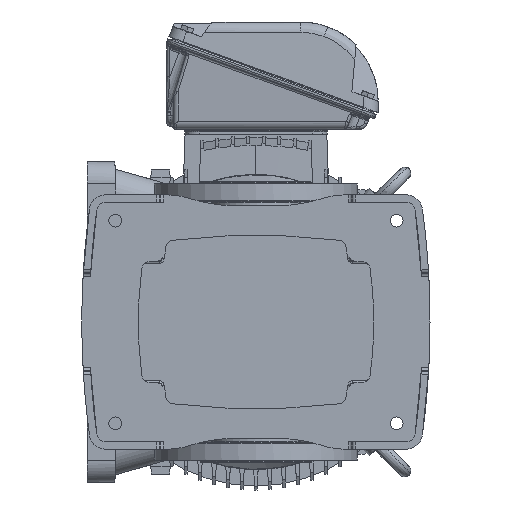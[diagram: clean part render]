
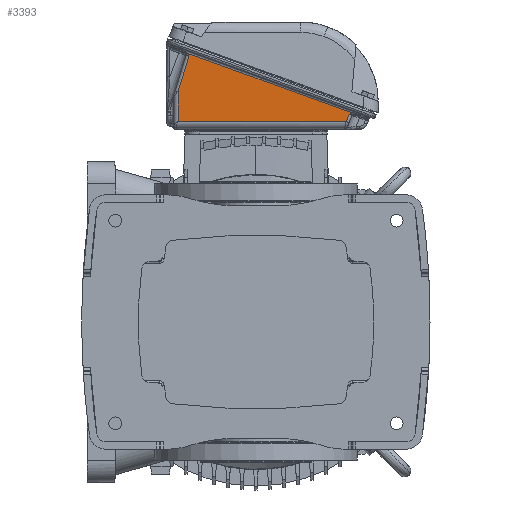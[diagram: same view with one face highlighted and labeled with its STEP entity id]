
A CAD part, front view. The second image highlights one B-rep face of the part: STEP entity #3393.
In plain terms, the highlighted face is planar.
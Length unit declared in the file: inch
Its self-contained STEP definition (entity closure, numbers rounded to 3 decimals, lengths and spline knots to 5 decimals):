
#1456 = EDGE_CURVE ( 'NONE', #36731, #168577, #102332, .T. ) ;
#3393 = ADVANCED_FACE ( 'NONE', ( #56272 ), #105477, .T. ) ;
#6719 = B_SPLINE_CURVE_WITH_KNOTS ( 'NONE', 3,
 ( #166356, #183050, #86744, #103453, #23827, #57325, #102431, #201834 ),
 .UNSPECIFIED., .F., .F.,
 ( 4, 2, 2, 4 ),
 ( 0.00365, 0.00566, 0.00667, 0.00768 ),
 .UNSPECIFIED. ) ;
#13795 = EDGE_CURVE ( 'NONE', #83745, #85111, #70366, .T. ) ;
#19606 = CARTESIAN_POINT ( 'NONE',  ( -10.69446, 5.81088, -3.62823 ) ) ;
#19909 = CARTESIAN_POINT ( 'NONE',  ( -11.07052, 4.97222, -3.6259 ) ) ;
#23736 = CARTESIAN_POINT ( 'NONE',  ( -15.19676, -4.15254, -3.59948 ) ) ;
#23827 = CARTESIAN_POINT ( 'NONE',  ( -14.23179, -3.58615, -3.62439 ) ) ;
#26921 = CARTESIAN_POINT ( 'NONE',  ( -11.15929, 5.07767, -3.62173 ) ) ;
#36731 = VERTEX_POINT ( 'NONE', #43256 ) ;
#38889 = CARTESIAN_POINT ( 'NONE',  ( -14.32816, -3.62873, -3.62173 ) ) ;
#43256 = CARTESIAN_POINT ( 'NONE',  ( -12.28292, -4.15254, -3.6951 ) ) ;
#49278 = CARTESIAN_POINT ( 'NONE',  ( -11.1474, 5.05797, -3.62236 ) ) ;
#50310 = CARTESIAN_POINT ( 'NONE',  ( -11.08727, 4.98812, -3.62516 ) ) ;
#51785 = CARTESIAN_POINT ( 'NONE',  ( -12.79918, -3.99471, -3.67628 ) ) ;
#56272 = FACE_OUTER_BOUND ( 'NONE', #165235, .T. ) ;
#57325 = CARTESIAN_POINT ( 'NONE',  ( -14.20624, -3.57893, -3.62514 ) ) ;
#58866 = ORIENTED_EDGE ( 'NONE', *, *, #86892, .T. ) ;
#66046 = CARTESIAN_POINT ( 'NONE',  ( -11.15929, 5.07767, -3.62173 ) ) ;
#67461 = CARTESIAN_POINT ( 'NONE',  ( -10.69446, 4.8126, -3.64015 ) ) ;
#70366 = LINE ( 'NONE', #99726, #133752 ) ;
#70916 = DIRECTION ( 'NONE',  ( 0.999, 0., -0.033 ) ) ;
#71376 = CARTESIAN_POINT ( 'NONE',  ( -11.07052, 4.97222, -3.6259 ) ) ;
#72294 = CARTESIAN_POINT ( 'NONE',  ( -14.1805, -3.57239, -3.6259 ) ) ;
#75560 = CARTESIAN_POINT ( 'NONE',  ( -14.50183, -4.10589, -3.62173 ) ) ;
#76623 = EDGE_CURVE ( 'NONE', #100089, #36731, #97927, .T. ) ;
#78312 = VECTOR ( 'NONE', #197615, 39.37008 ) ;
#79685 = CARTESIAN_POINT ( 'NONE',  ( -11.10387, 5.00424, -3.62443 ) ) ;
#83745 = VERTEX_POINT ( 'NONE', #67461 ) ;
#85111 = VERTEX_POINT ( 'NONE', #71376 ) ;
#86744 = CARTESIAN_POINT ( 'NONE',  ( -14.28178, -3.60336, -3.62295 ) ) ;
#86892 = EDGE_CURVE ( 'NONE', #124355, #112619, #110080, .T. ) ;
#89918 = CARTESIAN_POINT ( 'NONE',  ( -10.69446, -4.15254, -3.74723 ) ) ;
#97927 = LINE ( 'NONE', #51785, #144779 ) ;
#97961 = EDGE_CURVE ( 'NONE', #85111, #124355, #172240, .T. ) ;
#99726 = CARTESIAN_POINT ( 'NONE',  ( -11.15552, 5.00831, -3.62268 ) ) ;
#100089 = VERTEX_POINT ( 'NONE', #72294 ) ;
#100597 = EDGE_CURVE ( 'NONE', #112619, #100089, #6719, .T. ) ;
#101781 = DIRECTION ( 'NONE',  ( -0.92, 0.39, 0.035 ) ) ;
#102332 = LINE ( 'NONE', #23736, #178896 ) ;
#102431 = CARTESIAN_POINT ( 'NONE',  ( -14.1933, -3.57561, -3.62552 ) ) ;
#103453 = CARTESIAN_POINT ( 'NONE',  ( -14.24447, -3.59007, -3.62402 ) ) ;
#105477 = PLANE ( 'NONE',  #126574 ) ;
#110080 = LINE ( 'NONE', #75560, #159362 ) ;
#112619 = VERTEX_POINT ( 'NONE', #38889 ) ;
#119671 = ORIENTED_EDGE ( 'NONE', *, *, #76623, .T. ) ;
#124355 = VERTEX_POINT ( 'NONE', #26921 ) ;
#126574 = AXIS2_PLACEMENT_3D ( 'NONE', #186103, #168347, #152700 ) ;
#132711 = ORIENTED_EDGE ( 'NONE', *, *, #97961, .T. ) ;
#133752 = VECTOR ( 'NONE', #101781, 39.37008 ) ;
#140512 = DIRECTION ( 'NONE',  ( -0.342, -0.94, 0. ) ) ;
#144779 = VECTOR ( 'NONE', #161869, 39.37008 ) ;
#147792 = CARTESIAN_POINT ( 'NONE',  ( -11.12664, 5.03029, -3.62337 ) ) ;
#152700 = DIRECTION ( 'NONE',  ( -0.342, -0.94, 0. ) ) ;
#159317 = ORIENTED_EDGE ( 'NONE', *, *, #13795, .T. ) ;
#159362 = VECTOR ( 'NONE', #140512, 39.37008 ) ;
#160818 = ORIENTED_EDGE ( 'NONE', *, *, #174291, .T. ) ;
#161411 = CARTESIAN_POINT ( 'NONE',  ( -11.15367, 5.06768, -3.62204 ) ) ;
#161869 = DIRECTION ( 'NONE',  ( 0.956, -0.292, -0.035 ) ) ;
#162541 = ORIENTED_EDGE ( 'NONE', *, *, #1456, .T. ) ;
#165235 = EDGE_LOOP ( 'NONE', ( #58866, #205667, #119671, #162541, #160818, #159317, #132711 ) ) ;
#166356 = CARTESIAN_POINT ( 'NONE',  ( -14.32816, -3.62873, -3.62173 ) ) ;
#168347 = DIRECTION ( 'NONE',  ( 0.033, -0.012, 0.999 ) ) ;
#168577 = VERTEX_POINT ( 'NONE', #89918 ) ;
#172240 = B_SPLINE_CURVE_WITH_KNOTS ( 'NONE', 3,
 ( #19909, #50310, #79685, #147792, #177071, #49278, #161411, #66046 ),
 .UNSPECIFIED., .F., .F.,
 ( 4, 2, 2, 4 ),
 ( -0.00001, 0.00175, 0.00263, 0.00351 ),
 .UNSPECIFIED. ) ;
#174291 = EDGE_CURVE ( 'NONE', #168577, #83745, #195556, .T. ) ;
#177071 = CARTESIAN_POINT ( 'NONE',  ( -11.13388, 5.03926, -3.62302 ) ) ;
#178896 = VECTOR ( 'NONE', #70916, 39.37008 ) ;
#183050 = CARTESIAN_POINT ( 'NONE',  ( -14.30576, -3.61427, -3.62229 ) ) ;
#186103 = CARTESIAN_POINT ( 'NONE',  ( -15.19685, -4.39372, -3.60236 ) ) ;
#195556 = LINE ( 'NONE', #19606, #78312 ) ;
#197615 = DIRECTION ( 'NONE',  ( 0., 1., 0.012 ) ) ;
#201834 = CARTESIAN_POINT ( 'NONE',  ( -14.1805, -3.57239, -3.6259 ) ) ;
#205667 = ORIENTED_EDGE ( 'NONE', *, *, #100597, .T. ) ;
